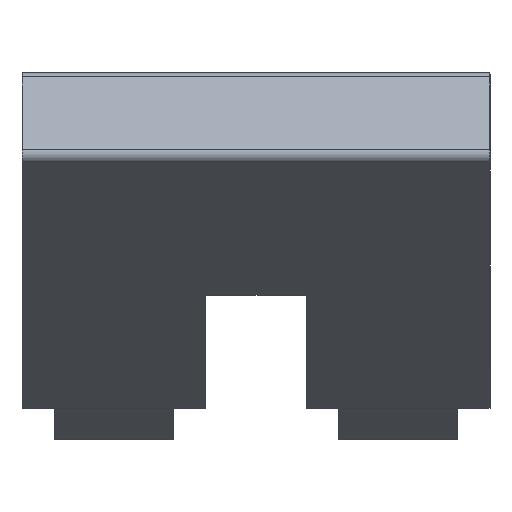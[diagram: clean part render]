
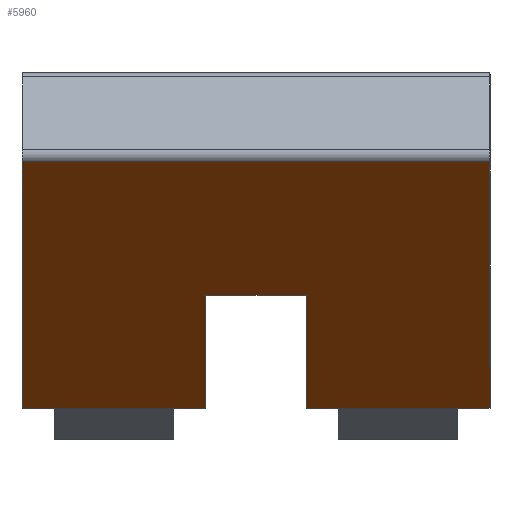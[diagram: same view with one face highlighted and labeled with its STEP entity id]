
A CAD part, front view. The second image highlights one B-rep face of the part: STEP entity #5960.
In plain terms, the highlighted face is planar.
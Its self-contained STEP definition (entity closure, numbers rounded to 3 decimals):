
#540=CARTESIAN_POINT('',(50.057,52.006,5.1));
#550=VERTEX_POINT('',#540);
#580=CARTESIAN_POINT('',(50.051,55.641,5.1));
#590=DIRECTION('',(-0.002,1.,
0.));
#600=VECTOR('',#590,1.);
#610=LINE('',#580,#600);
#620=CARTESIAN_POINT('',(50.041,61.606,5.1));
#630=VERTEX_POINT('',#620);
#640=EDGE_CURVE('',#550,#630,#610,.T.);
#1550=CARTESIAN_POINT('',(50.049,57.206,
-1.1));
#1560=VERTEX_POINT('',#1550);
#1590=CARTESIAN_POINT('',(50.051,55.641,
-1.1));
#1600=DIRECTION('',(-0.002,1.,
0.));
#1610=VECTOR('',#1600,1.);
#1620=LINE('',#1590,#1610);
#1630=CARTESIAN_POINT('',(50.041,61.606,
-1.1));
#1640=VERTEX_POINT('',#1630);
#1650=EDGE_CURVE('',#1560,#1640,#1620,.T.);
#2580=CARTESIAN_POINT('',(50.057,52.006,-5.1));
#2590=VERTEX_POINT('',#2580);
#2620=CARTESIAN_POINT('',(50.057,52.006,
84.174));
#2630=DIRECTION('',(0.,0.,-1.));
#2640=VECTOR('',#2630,1.);
#2650=LINE('',#2620,#2640);
#2660=EDGE_CURVE('',#550,#2590,#2650,.T.);
#5500=CARTESIAN_POINT('',(50.147,-2.203,
90.374));
#5510=DIRECTION('',(1.,0.002,
0.));
#5520=DIRECTION('',(0.,0.,-1.));
#5530=AXIS2_PLACEMENT_3D('',#5500,#5510,#5520);
#5540=PLANE('',#5530);
#5550=CARTESIAN_POINT('',(50.041,61.606,
-4.55));
#5560=DIRECTION('',(0.,0.,1.));
#5570=VECTOR('',#5560,1.);
#5580=LINE('',#5550,#5570);
#5590=CARTESIAN_POINT('',(50.041,61.606,-5.1));
#5600=VERTEX_POINT('',#5590);
#5610=EDGE_CURVE('',#5600,#1640,#5580,.T.);
#5620=ORIENTED_EDGE('',*,*,#5610,.F.);
#5630=ORIENTED_EDGE('',*,*,#1650,.T.);
#5640=CARTESIAN_POINT('',(50.049,57.206,
-4.55));
#5650=DIRECTION('',(0.,0.,1.));
#5660=VECTOR('',#5650,1.);
#5670=LINE('',#5640,#5660);
#5680=CARTESIAN_POINT('',(50.049,57.206,
1.1));
#5690=VERTEX_POINT('',#5680);
#5700=EDGE_CURVE('',#1560,#5690,#5670,.T.);
#5710=ORIENTED_EDGE('',*,*,#5700,.F.);
#5720=CARTESIAN_POINT('',(50.051,55.641,
1.1));
#5730=DIRECTION('',(-0.002,1.,
0.));
#5740=VECTOR('',#5730,1.);
#5750=LINE('',#5720,#5740);
#5760=CARTESIAN_POINT('',(50.041,61.606,
1.1));
#5770=VERTEX_POINT('',#5760);
#5780=EDGE_CURVE('',#5690,#5770,#5750,.T.);
#5790=ORIENTED_EDGE('',*,*,#5780,.F.);
#5800=CARTESIAN_POINT('',(50.041,61.606,
-4.55));
#5810=DIRECTION('',(0.,0.,-1.));
#5820=VECTOR('',#5810,1.);
#5830=LINE('',#5800,#5820);
#5840=EDGE_CURVE('',#630,#5770,#5830,.T.);
#5850=ORIENTED_EDGE('',*,*,#5840,.T.);
#5860=ORIENTED_EDGE('',*,*,#640,.T.);
#5870=ORIENTED_EDGE('',*,*,#2660,.F.);
#5880=CARTESIAN_POINT('',(50.051,55.641,
-5.1));
#5890=DIRECTION('',(-0.002,1.,
0.));
#5900=VECTOR('',#5890,1.);
#5910=LINE('',#5880,#5900);
#5920=EDGE_CURVE('',#2590,#5600,#5910,.T.);
#5930=ORIENTED_EDGE('',*,*,#5920,.F.);
#5940=EDGE_LOOP('',(#5930,#5870,#5860,#5850,#5790,#5710,#5630,#5620));
#5950=FACE_OUTER_BOUND('',#5940,.T.);
#5960=ADVANCED_FACE('',(#5950),#5540,.F.);
